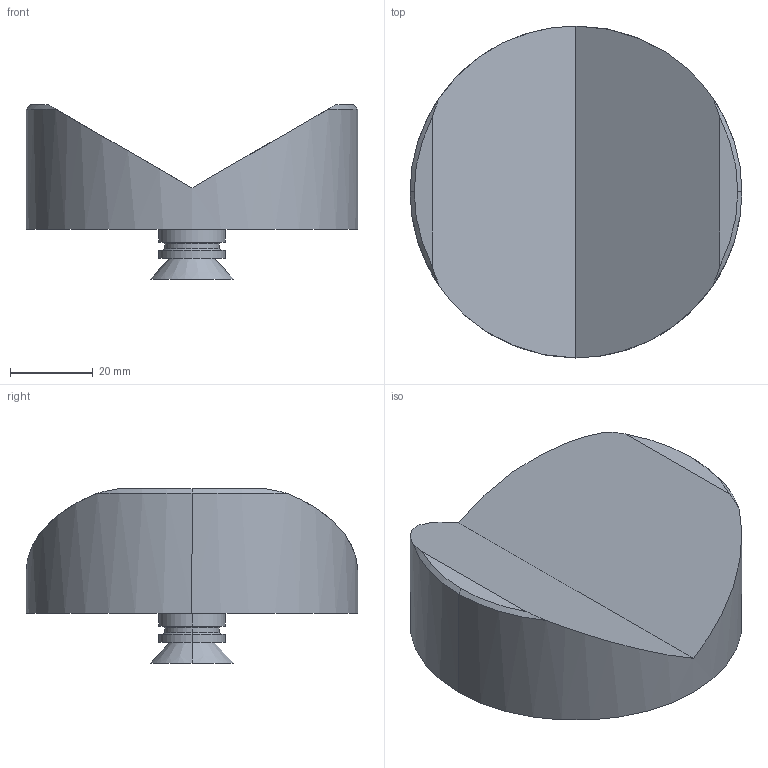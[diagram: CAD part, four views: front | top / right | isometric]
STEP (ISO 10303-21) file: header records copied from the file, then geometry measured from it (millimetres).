
FILE_DESCRIPTION(('STEP AP214'),'1');
FILE_NAME('160652.STP','2011-09-08T08:00:45',(' '),(' '),'Spatial InterOp 3D',' ',' ');
FILE_SCHEMA(('automotive_design'));
Length unit declared in the file: millimetre
Products named in the file (2): Kegelstumpf; Zylinder
Bounding box: 80 x 80 x 42 mm (x, y, z)
Volume: 100948 mm3; surface area: 18677.8 mm2
Topology: 2 solids, 2 shells, 43 faces, 91 edges, 56 vertices
Faces by surface type: plane 17, cylinder 12, cone 10, torus 4
Entity records: 1554 total; most frequent: DIRECTION 231, CARTESIAN_POINT 192, ORIENTED_EDGE 182, AXIS2_PLACEMENT_3D 95, EDGE_CURVE 91, VERTEX_POINT 56, EDGE_LOOP 47, STYLED_ITEM 45
